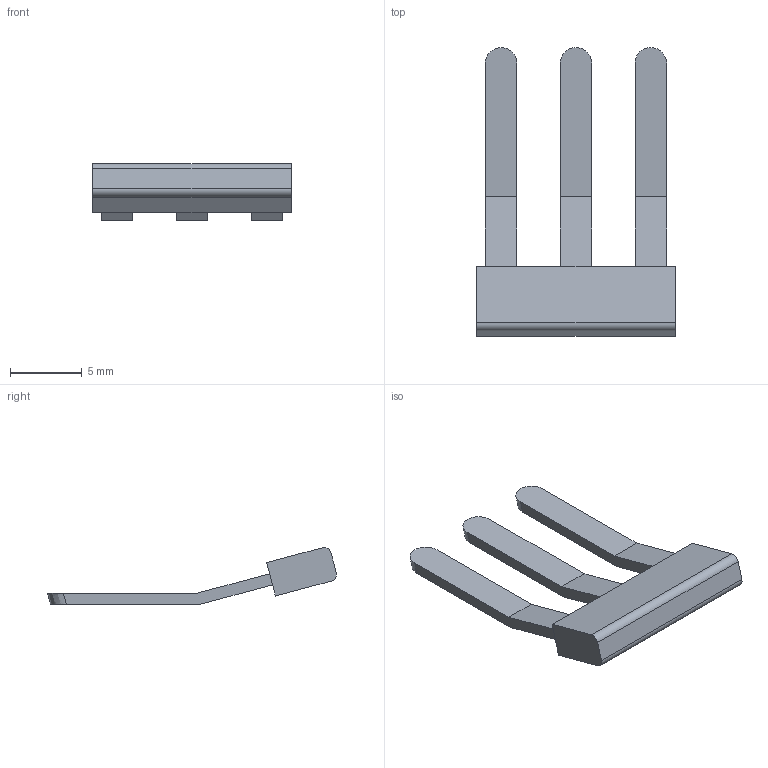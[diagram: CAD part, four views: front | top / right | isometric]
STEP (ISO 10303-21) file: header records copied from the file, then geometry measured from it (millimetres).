
FILE_DESCRIPTION(('Creo Elements/Direct Modeling STEP Export'),'2;1');
FILE_NAME('model.stp','2021-03-01T 7:52:19',(''),(''),'Creo Elements/Direct Modeling STEP processor for AP214 (Solid Model)','Creo Elements/Direct Modeling 20.1D 10-Oct-2020 (C) Parametric Technology GmbH','');
FILE_SCHEMA(('AUTOMOTIVE_DESIGN { 1 0 10303 214 1 1 1 1 }'));
Length unit declared in the file: millimetre
Products named in the file (2): EBL_3_5_OG-select
Assembly tree (1 placements, depth 2):
  EBL_3_5_OG-select
    EBL_3_5_OG-select
Bounding box: 13.8 x 20.07 x 3.95 mm (x, y, z)
Volume: 226.9 mm3; surface area: 479.7 mm2
Topology: 1 solids, 1 shells, 32 faces, 81 edges, 54 vertices
Faces by surface type: plane 24, extrusion 6, cylinder 2
Entity records: 1262 total; most frequent: CARTESIAN_POINT 237, ORIENTED_EDGE 162, DIRECTION 129, EDGE_CURVE 81, VECTOR 69, LINE 63, VERTEX_POINT 54, EDGE_LOOP 35
